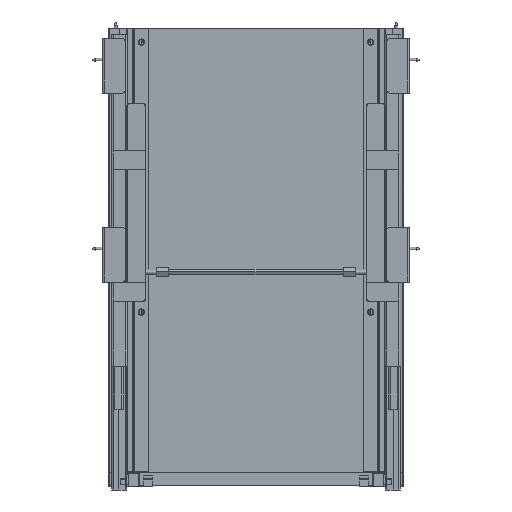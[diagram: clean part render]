
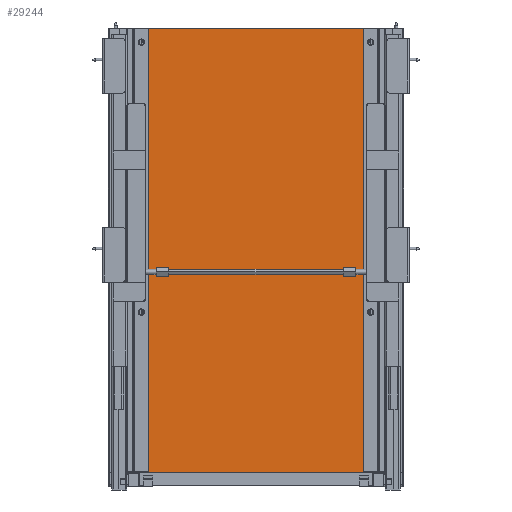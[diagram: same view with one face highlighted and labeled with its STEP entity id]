
A CAD part, front view. The second image highlights one B-rep face of the part: STEP entity #29244.
In plain terms, the highlighted planar face has unit normal (0, -1, 0).
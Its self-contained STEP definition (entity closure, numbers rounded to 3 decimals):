
#2804=FACE_OUTER_BOUND('',#4606,.T.);
#4606=EDGE_LOOP('',(#25007,#25008,#25009,#25010));
#7546=LINE('',#47218,#10856);
#7547=LINE('',#47221,#10857);
#7548=LINE('',#47223,#10858);
#7549=LINE('',#47224,#10859);
#10856=VECTOR('',#37995,10.);
#10857=VECTOR('',#37998,10.);
#10858=VECTOR('',#37999,10.);
#10859=VECTOR('',#38000,10.);
#13807=VERTEX_POINT('',#47211);
#13810=VERTEX_POINT('',#47216);
#13811=VERTEX_POINT('',#47220);
#13812=VERTEX_POINT('',#47222);
#17638=EDGE_CURVE('',#13807,#13810,#7546,.T.);
#17639=EDGE_CURVE('',#13811,#13807,#7547,.T.);
#17640=EDGE_CURVE('',#13812,#13810,#7548,.T.);
#17641=EDGE_CURVE('',#13811,#13812,#7549,.T.);
#25007=ORIENTED_EDGE('',*,*,#17639,.T.);
#25008=ORIENTED_EDGE('',*,*,#17638,.T.);
#25009=ORIENTED_EDGE('',*,*,#17640,.F.);
#25010=ORIENTED_EDGE('',*,*,#17641,.F.);
#27719=PLANE('',#31473);
#29244=ADVANCED_FACE('',(#2804),#27719,.T.);
#31473=AXIS2_PLACEMENT_3D('',#47219,#37996,#37997);
#37995=DIRECTION('',(0.,0.,-1.));
#37996=DIRECTION('center_axis',(0.,-1.,0.));
#37997=DIRECTION('ref_axis',(-1.,0.,0.));
#37998=DIRECTION('',(-1.,0.,0.));
#37999=DIRECTION('',(-1.,0.,0.));
#38000=DIRECTION('',(0.,0.,-1.));
#47211=CARTESIAN_POINT('',(-144.5,22.,11.5));
#47216=CARTESIAN_POINT('',(-144.5,22.,-514.5));
#47218=CARTESIAN_POINT('',(-144.5,22.,11.5));
#47219=CARTESIAN_POINT('Origin',(144.5,22.,11.5));
#47220=CARTESIAN_POINT('',(144.5,22.,11.5));
#47221=CARTESIAN_POINT('',(144.5,22.,11.5));
#47222=CARTESIAN_POINT('',(144.5,22.,-514.5));
#47223=CARTESIAN_POINT('',(144.5,22.,-514.5));
#47224=CARTESIAN_POINT('',(144.5,22.,11.5));
